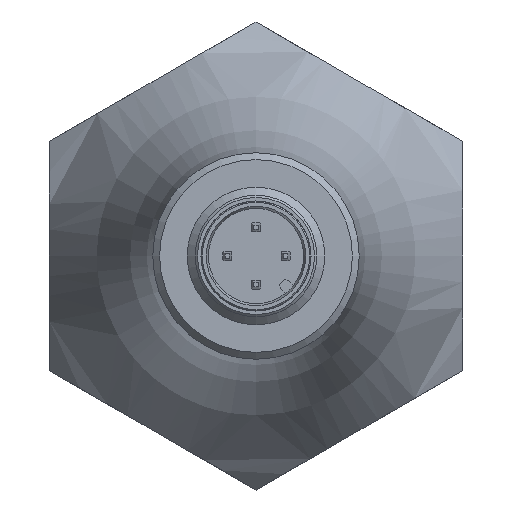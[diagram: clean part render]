
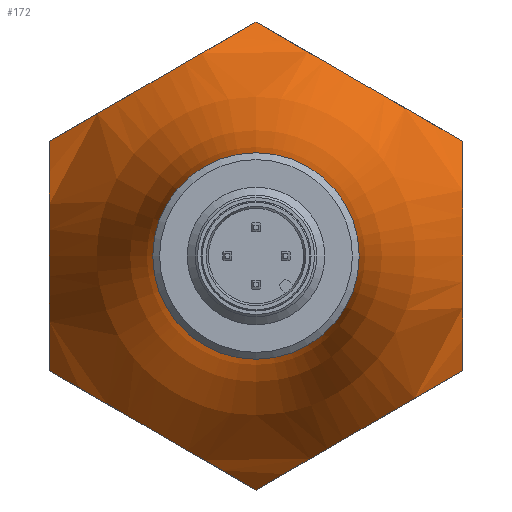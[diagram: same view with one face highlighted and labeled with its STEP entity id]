
A CAD part, front view. The second image highlights one B-rep face of the part: STEP entity #172.
In plain terms, the highlighted toroidal (fillet/blend) face has major radius 54 mm and minor radius 45 mm.
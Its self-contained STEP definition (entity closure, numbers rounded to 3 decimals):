
#172 = ADVANCED_FACE( '', ( #435, #436 ), #437, .F. );
#435 = FACE_OUTER_BOUND( '', #807, .T. );
#436 = FACE_OUTER_BOUND( '', #808, .T. );
#437 = TOROIDAL_SURFACE( '', #809, 54., 45. );
#807 = EDGE_LOOP( '', ( #1289 ) );
#808 = EDGE_LOOP( '', ( #1290, #1291, #1292, #1293, #1294, #1295, #1296, #1297 ) );
#809 = AXIS2_PLACEMENT_3D( '', #1298, #1299, #1300 );
#1289 = ORIENTED_EDGE( '', *, *, #1977, .T. );
#1290 = ORIENTED_EDGE( '', *, *, #2083, .F. );
#1291 = ORIENTED_EDGE( '', *, *, #2084, .F. );
#1292 = ORIENTED_EDGE( '', *, *, #2085, .F. );
#1293 = ORIENTED_EDGE( '', *, *, #2086, .F. );
#1294 = ORIENTED_EDGE( '', *, *, #2087, .F. );
#1295 = ORIENTED_EDGE( '', *, *, #2088, .F. );
#1296 = ORIENTED_EDGE( '', *, *, #2089, .F. );
#1297 = ORIENTED_EDGE( '', *, *, #2090, .F. );
#1298 = CARTESIAN_POINT( '', ( 0., -73.55, 0. ) );
#1299 = DIRECTION( '', ( 0., 1., 0. ) );
#1300 = DIRECTION( '', ( 1., 0., 0. ) );
#1977 = EDGE_CURVE( '', #2314, #2314, #2315, .T. );
#2083 = EDGE_CURVE( '', #2494, #2495, #2496, .T. );
#2084 = EDGE_CURVE( '', #2497, #2494, #2498, .T. );
#2085 = EDGE_CURVE( '', #2499, #2497, #2500, .T. );
#2086 = EDGE_CURVE( '', #2501, #2499, #2502, .T. );
#2087 = EDGE_CURVE( '', #2503, #2501, #2504, .T. );
#2088 = EDGE_CURVE( '', #2505, #2503, #2506, .T. );
#2089 = EDGE_CURVE( '', #2507, #2505, #2508, .T. );
#2090 = EDGE_CURVE( '', #2495, #2507, #2509, .T. );
#2314 = VERTEX_POINT( '', #2811 );
#2315 = CIRCLE( '', #2812, 9. );
#2494 = VERTEX_POINT( '', #3073 );
#2495 = VERTEX_POINT( '', #3074 );
#2496 = B_SPLINE_CURVE_WITH_KNOTS( '', 2, ( #3075, #3076, #3077, #3078, #3079, #3080, #3081, #3082, #3083 ), .UNSPECIFIED., .F., .F., ( 3, 2, 2, 2, 3 ), ( 0., 0.25, 0.5, 0.7, 1. ), .UNSPECIFIED. );
#2497 = VERTEX_POINT( '', #3084 );
#2498 = B_SPLINE_CURVE_WITH_KNOTS( '', 2, ( #3085, #3086, #3087, #3088, #3089, #3090, #3091, #3092, #3093 ), .UNSPECIFIED., .F., .F., ( 3, 2, 2, 2, 3 ), ( 0., 0.286, 0.5, 0.75, 1. ), .UNSPECIFIED. );
#2499 = VERTEX_POINT( '', #3094 );
#2500 = B_SPLINE_CURVE_WITH_KNOTS( '', 2, ( #3095, #3096, #3097, #3098, #3099, #3100, #3101, #3102, #3103 ), .UNSPECIFIED., .F., .F., ( 3, 2, 2, 2, 3 ), ( 0., 0.25, 0.5, 0.75, 1. ), .UNSPECIFIED. );
#2501 = VERTEX_POINT( '', #3104 );
#2502 = B_SPLINE_CURVE_WITH_KNOTS( '', 2, ( #3105, #3106, #3107, #3108, #3109, #3110, #3111, #3112, #3113 ), .UNSPECIFIED., .F., .F., ( 3, 2, 2, 2, 3 ), ( 0., 0.25, 0.5, 0.75, 1. ), .UNSPECIFIED. );
#2503 = VERTEX_POINT( '', #3114 );
#2504 = B_SPLINE_CURVE_WITH_KNOTS( '', 2, ( #3115, #3116, #3117, #3118, #3119, #3120, #3121, #3122, #3123 ), .UNSPECIFIED., .F., .F., ( 3, 2, 2, 2, 3 ), ( 0., 0.25, 0.5, 0.7, 1. ), .UNSPECIFIED. );
#2505 = VERTEX_POINT( '', #3124 );
#2506 = B_SPLINE_CURVE_WITH_KNOTS( '', 2, ( #3125, #3126, #3127, #3128, #3129, #3130, #3131, #3132, #3133 ), .UNSPECIFIED., .F., .F., ( 3, 2, 2, 2, 3 ), ( 0., 0.286, 0.5, 0.75, 1. ), .UNSPECIFIED. );
#2507 = VERTEX_POINT( '', #3134 );
#2508 = B_SPLINE_CURVE_WITH_KNOTS( '', 2, ( #3135, #3136, #3137, #3138, #3139, #3140, #3141, #3142, #3143 ), .UNSPECIFIED., .F., .F., ( 3, 2, 2, 2, 3 ), ( 0., 0.25, 0.5, 0.75, 1. ), .UNSPECIFIED. );
#2509 = B_SPLINE_CURVE_WITH_KNOTS( '', 2, ( #3144, #3145, #3146, #3147, #3148, #3149, #3150, #3151, #3152 ), .UNSPECIFIED., .F., .F., ( 3, 2, 2, 2, 3 ), ( 0., 0.25, 0.5, 0.75, 1. ), .UNSPECIFIED. );
#2811 = CARTESIAN_POINT( '', ( -9., -73.55, 0. ) );
#2812 = AXIS2_PLACEMENT_3D( '', #3923, #3924, #3925 );
#3073 = CARTESIAN_POINT( '', ( -18., -46.55, 0. ) );
#3074 = CARTESIAN_POINT( '', ( -18., -43.403, 10. ) );
#3075 = CARTESIAN_POINT( '', ( -18., -46.55, 0. ) );
#3076 = CARTESIAN_POINT( '', ( -18., -46.548, 1.311 ) );
#3077 = CARTESIAN_POINT( '', ( -18., -46.296, 2.633 ) );
#3078 = CARTESIAN_POINT( '', ( -18., -46.062, 3.863 ) );
#3079 = CARTESIAN_POINT( '', ( -18., -45.6, 5.186 ) );
#3080 = CARTESIAN_POINT( '', ( -18., -45.271, 6.128 ) );
#3081 = CARTESIAN_POINT( '', ( -18., -44.815, 7.154 ) );
#3082 = CARTESIAN_POINT( '', ( -18., -44.207, 8.519 ) );
#3083 = CARTESIAN_POINT( '', ( -18., -43.403, 10. ) );
#3084 = CARTESIAN_POINT( '', ( -18., -43.403, -10. ) );
#3085 = CARTESIAN_POINT( '', ( -18., -43.403, -10. ) );
#3086 = CARTESIAN_POINT( '', ( -18., -44.16, -8.605 ) );
#3087 = CARTESIAN_POINT( '', ( -18., -44.753, -7.292 ) );
#3088 = CARTESIAN_POINT( '', ( -18., -45.249, -6.192 ) );
#3089 = CARTESIAN_POINT( '', ( -18., -45.6, -5.186 ) );
#3090 = CARTESIAN_POINT( '', ( -18., -46.062, -3.864 ) );
#3091 = CARTESIAN_POINT( '', ( -18., -46.296, -2.633 ) );
#3092 = CARTESIAN_POINT( '', ( -18., -46.548, -1.311 ) );
#3093 = CARTESIAN_POINT( '', ( -18., -46.55, 0. ) );
#3094 = CARTESIAN_POINT( '', ( 0., -43.625, -20.392 ) );
#3095 = CARTESIAN_POINT( '', ( 0., -43.625, -20.392 ) );
#3096 = CARTESIAN_POINT( '', ( -2.309, -45.161, -19.059 ) );
#3097 = CARTESIAN_POINT( '', ( -4.328, -46.013, -17.894 ) );
#3098 = CARTESIAN_POINT( '', ( -6.791, -47.052, -16.472 ) );
#3099 = CARTESIAN_POINT( '', ( -9.027, -47.007, -15.181 ) );
#3100 = CARTESIAN_POINT( '', ( -11.224, -46.963, -13.912 ) );
#3101 = CARTESIAN_POINT( '', ( -13.698, -45.853, -12.484 ) );
#3102 = CARTESIAN_POINT( '', ( -15.566, -45.016, -11.405 ) );
#3103 = CARTESIAN_POINT( '', ( -18., -43.403, -10. ) );
#3104 = CARTESIAN_POINT( '', ( 18., -43.403, -10. ) );
#3105 = CARTESIAN_POINT( '', ( 18., -43.403, -10. ) );
#3106 = CARTESIAN_POINT( '', ( 15.711, -44.949, -11.322 ) );
#3107 = CARTESIAN_POINT( '', ( 13.699, -45.853, -12.483 ) );
#3108 = CARTESIAN_POINT( '', ( 11.23, -46.962, -13.909 ) );
#3109 = CARTESIAN_POINT( '', ( 9.026, -47.007, -15.181 ) );
#3110 = CARTESIAN_POINT( '', ( 6.79, -47.052, -16.472 ) );
#3111 = CARTESIAN_POINT( '', ( 4.327, -46.012, -17.894 ) );
#3112 = CARTESIAN_POINT( '', ( 2.297, -45.155, -19.066 ) );
#3113 = CARTESIAN_POINT( '', ( 0., -43.625, -20.392 ) );
#3114 = CARTESIAN_POINT( '', ( 18., -46.55, 0. ) );
#3115 = CARTESIAN_POINT( '', ( 18., -46.55, 0. ) );
#3116 = CARTESIAN_POINT( '', ( 18., -46.548, -1.311 ) );
#3117 = CARTESIAN_POINT( '', ( 18., -46.296, -2.633 ) );
#3118 = CARTESIAN_POINT( '', ( 18., -46.062, -3.863 ) );
#3119 = CARTESIAN_POINT( '', ( 18., -45.6, -5.186 ) );
#3120 = CARTESIAN_POINT( '', ( 18., -45.271, -6.128 ) );
#3121 = CARTESIAN_POINT( '', ( 18., -44.815, -7.154 ) );
#3122 = CARTESIAN_POINT( '', ( 18., -44.207, -8.519 ) );
#3123 = CARTESIAN_POINT( '', ( 18., -43.403, -10. ) );
#3124 = CARTESIAN_POINT( '', ( 18., -43.403, 10. ) );
#3125 = CARTESIAN_POINT( '', ( 18., -43.403, 10. ) );
#3126 = CARTESIAN_POINT( '', ( 18., -44.16, 8.605 ) );
#3127 = CARTESIAN_POINT( '', ( 18., -44.753, 7.292 ) );
#3128 = CARTESIAN_POINT( '', ( 18., -45.249, 6.192 ) );
#3129 = CARTESIAN_POINT( '', ( 18., -45.6, 5.186 ) );
#3130 = CARTESIAN_POINT( '', ( 18., -46.062, 3.864 ) );
#3131 = CARTESIAN_POINT( '', ( 18., -46.296, 2.633 ) );
#3132 = CARTESIAN_POINT( '', ( 18., -46.548, 1.311 ) );
#3133 = CARTESIAN_POINT( '', ( 18., -46.55, 0. ) );
#3134 = CARTESIAN_POINT( '', ( 0., -43.625, 20.392 ) );
#3135 = CARTESIAN_POINT( '', ( 0., -43.625, 20.392 ) );
#3136 = CARTESIAN_POINT( '', ( 2.309, -45.161, 19.059 ) );
#3137 = CARTESIAN_POINT( '', ( 4.328, -46.013, 17.894 ) );
#3138 = CARTESIAN_POINT( '', ( 6.791, -47.052, 16.472 ) );
#3139 = CARTESIAN_POINT( '', ( 9.027, -47.007, 15.181 ) );
#3140 = CARTESIAN_POINT( '', ( 11.224, -46.963, 13.912 ) );
#3141 = CARTESIAN_POINT( '', ( 13.698, -45.853, 12.484 ) );
#3142 = CARTESIAN_POINT( '', ( 15.566, -45.016, 11.405 ) );
#3143 = CARTESIAN_POINT( '', ( 18., -43.403, 10. ) );
#3144 = CARTESIAN_POINT( '', ( -18., -43.403, 10. ) );
#3145 = CARTESIAN_POINT( '', ( -15.711, -44.949, 11.322 ) );
#3146 = CARTESIAN_POINT( '', ( -13.699, -45.853, 12.483 ) );
#3147 = CARTESIAN_POINT( '', ( -11.23, -46.962, 13.909 ) );
#3148 = CARTESIAN_POINT( '', ( -9.026, -47.007, 15.181 ) );
#3149 = CARTESIAN_POINT( '', ( -6.79, -47.052, 16.472 ) );
#3150 = CARTESIAN_POINT( '', ( -4.327, -46.012, 17.894 ) );
#3151 = CARTESIAN_POINT( '', ( -2.297, -45.155, 19.066 ) );
#3152 = CARTESIAN_POINT( '', ( 0., -43.625, 20.392 ) );
#3923 = CARTESIAN_POINT( '', ( 0., -73.55, 0. ) );
#3924 = DIRECTION( '', ( 0., 1., 0. ) );
#3925 = DIRECTION( '', ( -1., 0., 0. ) );
